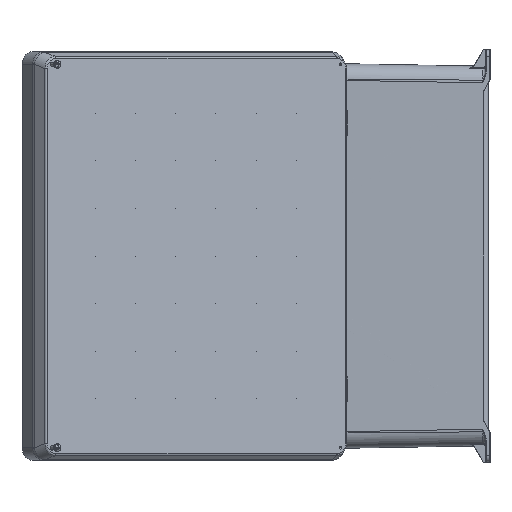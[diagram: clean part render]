
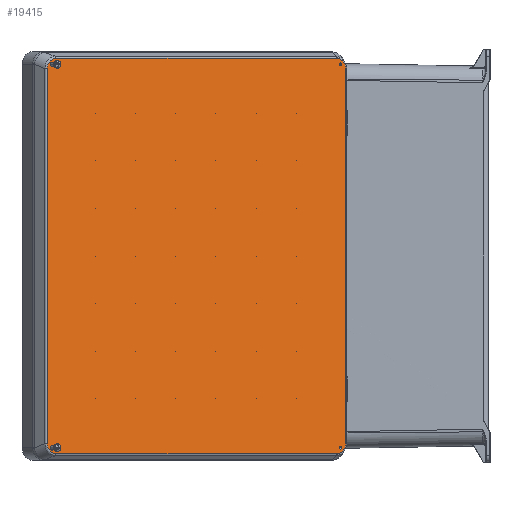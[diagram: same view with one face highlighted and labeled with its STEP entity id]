
A CAD part, left-side view. The second image highlights one B-rep face of the part: STEP entity #19415.
In plain terms, the highlighted face is planar.
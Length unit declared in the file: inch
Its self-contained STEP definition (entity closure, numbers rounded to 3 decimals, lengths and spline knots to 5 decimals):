
#372 = EDGE_CURVE ( 'NONE', #7028, #7028, #861, .T. ) ;
#861 = CIRCLE ( 'NONE', #15205, 0.1122 ) ;
#936 = VERTEX_POINT ( 'NONE', #24865 ) ;
#1144 = EDGE_CURVE ( 'NONE', #10658, #11917, #13927, .T. ) ;
#1152 = CARTESIAN_POINT ( 'NONE',  ( 0., 0., -19.0004 ) ) ;
#1275 = CARTESIAN_POINT ( 'NONE',  ( -8.15119, 0., -0.31456 ) ) ;
#1435 = EDGE_LOOP ( 'NONE', ( #7006 ) ) ;
#1501 = EDGE_CURVE ( 'NONE', #12660, #12660, #7010, .T. ) ;
#1836 = DIRECTION ( 'NONE',  ( 0., 1., 0. ) ) ;
#1905 = CARTESIAN_POINT ( 'NONE',  ( 7.86739, 0., -0.31456 ) ) ;
#2448 = LINE ( 'NONE', #17427, #23570 ) ;
#3060 = CARTESIAN_POINT ( 'NONE',  ( 7.86739, 0., -0.31456 ) ) ;
#3764 = EDGE_CURVE ( 'NONE', #15108, #10658, #4174, .T. ) ;
#4174 =( BOUNDED_CURVE ( )  B_SPLINE_CURVE ( 3, ( #34845, #25452, #32043, #1905 ),
 .UNSPECIFIED., .F., .F. ) 
 B_SPLINE_CURVE_WITH_KNOTS ( ( 4, 4 ),
 ( 2.40401, 3.87917 ),
 .UNSPECIFIED. ) 
 CURVE ( )  GEOMETRIC_REPRESENTATION_ITEM ( )  RATIONAL_B_SPLINE_CURVE ( ( 1., 0.827, 0.827, 1. ) ) 
 REPRESENTATION_ITEM ( '' )  );
#4317 = LINE ( 'NONE', #1152, #18094 ) ;
#4354 = CARTESIAN_POINT ( 'NONE',  ( 8.34292, 0., -18.52487 ) ) ;
#4538 = AXIS2_PLACEMENT_3D ( 'NONE', #26785, #10378, #29563 ) ;
#4953 = ORIENTED_EDGE ( 'NONE', *, *, #32685, .T. ) ;
#5280 = ORIENTED_EDGE ( 'NONE', *, *, #18362, .F. ) ;
#5702 = EDGE_LOOP ( 'NONE', ( #18052 ) ) ;
#5751 = ORIENTED_EDGE ( 'NONE', *, *, #12248, .F. ) ;
#6162 = ORIENTED_EDGE ( 'NONE', *, *, #14345, .F. ) ;
#6344 = VERTEX_POINT ( 'NONE', #11449 ) ;
#7006 = ORIENTED_EDGE ( 'NONE', *, *, #1501, .F. ) ;
#7010 = CIRCLE ( 'NONE', #17274, 0.1122 ) ;
#7028 = VERTEX_POINT ( 'NONE', #32289 ) ;
#7091 = ORIENTED_EDGE ( 'NONE', *, *, #3764, .T. ) ;
#7115 = CARTESIAN_POINT ( 'NONE',  ( 8.15119, 0., -19.0004 ) ) ;
#8568 = CARTESIAN_POINT ( 'NONE',  ( -8.34292, 0., -18.80867 ) ) ;
#8945 =( BOUNDED_CURVE ( )  B_SPLINE_CURVE ( 3, ( #4354, #20827, #7115, #26334 ),
 .UNSPECIFIED., .F., .F. ) 
 B_SPLINE_CURVE_WITH_KNOTS ( ( 4, 4 ),
 ( 2.40401, 3.87917 ),
 .UNSPECIFIED. ) 
 CURVE ( )  GEOMETRIC_REPRESENTATION_ITEM ( )  RATIONAL_B_SPLINE_CURVE ( ( 1., 0.827, 0.827, 1. ) ) 
 REPRESENTATION_ITEM ( '' )  );
#9516 = ORIENTED_EDGE ( 'NONE', *, *, #26299, .F. ) ;
#9651 = DIRECTION ( 'NONE',  ( 0., 0., 1. ) ) ;
#9975 = ORIENTED_EDGE ( 'NONE', *, *, #35343, .T. ) ;
#10241 = DIRECTION ( 'NONE',  ( -1., 0., 0. ) ) ;
#10378 = DIRECTION ( 'NONE',  ( 0., -1., 0. ) ) ;
#10601 = PLANE ( 'NONE',  #23346 ) ;
#10658 = VERTEX_POINT ( 'NONE', #3060 ) ;
#10794 = CARTESIAN_POINT ( 'NONE',  ( -7.86739, 0., -0.31456 ) ) ;
#11165 = LINE ( 'NONE', #23312, #32161 ) ;
#11200 = EDGE_LOOP ( 'NONE', ( #7091, #27826, #6162, #18121, #9975, #5280, #5751, #4953 ) ) ;
#11376 = CARTESIAN_POINT ( 'NONE',  ( -8.34292, 0., -0.79009 ) ) ;
#11449 = CARTESIAN_POINT ( 'NONE',  ( 8.05906, 0., -18.64764 ) ) ;
#11482 = CIRCLE ( 'NONE', #31881, 0.0689 ) ;
#11609 = FACE_BOUND ( 'NONE', #12851, .T. ) ;
#11917 = VERTEX_POINT ( 'NONE', #10794 ) ;
#12055 = DIRECTION ( 'NONE',  ( 0., 0., 1. ) ) ;
#12201 = CARTESIAN_POINT ( 'NONE',  ( -7.86739, 0., -19.0004 ) ) ;
#12248 = EDGE_CURVE ( 'NONE', #29227, #936, #8945, .T. ) ;
#12473 = FACE_BOUND ( 'NONE', #12679, .T. ) ;
#12660 = VERTEX_POINT ( 'NONE', #26897 ) ;
#12679 = EDGE_LOOP ( 'NONE', ( #9516 ) ) ;
#12851 = EDGE_LOOP ( 'NONE', ( #28542 ) ) ;
#12861 = DIRECTION ( 'NONE',  ( 0., 1., 0. ) ) ;
#13927 = LINE ( 'NONE', #18606, #28508 ) ;
#14117 = CARTESIAN_POINT ( 'NONE',  ( -8.15119, 0., -19.0004 ) ) ;
#14345 = EDGE_CURVE ( 'NONE', #17687, #11917, #17817, .T. ) ;
#15108 = VERTEX_POINT ( 'NONE', #30900 ) ;
#15205 = AXIS2_PLACEMENT_3D ( 'NONE', #29272, #12861, #32017 ) ;
#15261 = CARTESIAN_POINT ( 'NONE',  ( -8.05906, 0., -0.59843 ) ) ;
#16110 = DIRECTION ( 'NONE',  ( 0., 0., 1. ) ) ;
#16980 =( BOUNDED_CURVE ( )  B_SPLINE_CURVE ( 3, ( #27759, #8568, #14117, #33285 ),
 .UNSPECIFIED., .F., .F. ) 
 B_SPLINE_CURVE_WITH_KNOTS ( ( 4, 4 ),
 ( 2.40401, 3.87917 ),
 .UNSPECIFIED. ) 
 CURVE ( )  GEOMETRIC_REPRESENTATION_ITEM ( )  RATIONAL_B_SPLINE_CURVE ( ( 1., 0.827, 0.827, 1. ) ) 
 REPRESENTATION_ITEM ( '' )  );
#17274 = AXIS2_PLACEMENT_3D ( 'NONE', #15261, #34440, #17991 ) ;
#17427 = CARTESIAN_POINT ( 'NONE',  ( 8.34292, 0., -0.81219 ) ) ;
#17687 = VERTEX_POINT ( 'NONE', #11376 ) ;
#17761 = CARTESIAN_POINT ( 'NONE',  ( -8.34292, 0., -0.50629 ) ) ;
#17817 =( BOUNDED_CURVE ( )  B_SPLINE_CURVE ( 3, ( #28691, #17761, #1275, #20518 ),
 .UNSPECIFIED., .F., .F. ) 
 B_SPLINE_CURVE_WITH_KNOTS ( ( 4, 4 ),
 ( 2.40401, 3.87917 ),
 .UNSPECIFIED. ) 
 CURVE ( )  GEOMETRIC_REPRESENTATION_ITEM ( )  RATIONAL_B_SPLINE_CURVE ( ( 1., 0.827, 0.827, 1. ) ) 
 REPRESENTATION_ITEM ( '' )  );
#17991 = DIRECTION ( 'NONE',  ( 0., 0., -1. ) ) ;
#18052 = ORIENTED_EDGE ( 'NONE', *, *, #372, .T. ) ;
#18094 = VECTOR ( 'NONE', #31440, 39.37008 ) ;
#18121 = ORIENTED_EDGE ( 'NONE', *, *, #31153, .F. ) ;
#18315 = CARTESIAN_POINT ( 'NONE',  ( 8.05906, 0., -18.71654 ) ) ;
#18362 = EDGE_CURVE ( 'NONE', #936, #28643, #4317, .T. ) ;
#18606 = CARTESIAN_POINT ( 'NONE',  ( 0., 0., -0.31456 ) ) ;
#18865 = FACE_BOUND ( 'NONE', #5702, .T. ) ;
#19415 = ADVANCED_FACE ( 'NONE', ( #33463, #12473, #26179, #18865, #11609 ), #10601, .F. ) ;
#20518 = CARTESIAN_POINT ( 'NONE',  ( -7.86739, 0., -0.31456 ) ) ;
#20827 = CARTESIAN_POINT ( 'NONE',  ( 8.34292, 0., -18.80867 ) ) ;
#21071 = DIRECTION ( 'NONE',  ( 0., 0., 1. ) ) ;
#21413 = EDGE_CURVE ( 'NONE', #6344, #6344, #11482, .T. ) ;
#23119 = VERTEX_POINT ( 'NONE', #30859 ) ;
#23312 = CARTESIAN_POINT ( 'NONE',  ( -8.34292, 0., -0.81219 ) ) ;
#23346 = AXIS2_PLACEMENT_3D ( 'NONE', #29771, #32510, #16110 ) ;
#23570 = VECTOR ( 'NONE', #12055, 39.37008 ) ;
#24227 = CARTESIAN_POINT ( 'NONE',  ( 8.34292, 0., -18.52487 ) ) ;
#24749 = VERTEX_POINT ( 'NONE', #26720 ) ;
#24865 = CARTESIAN_POINT ( 'NONE',  ( 7.86739, 0., -19.0004 ) ) ;
#25290 = CIRCLE ( 'NONE', #4538, 0.0689 ) ;
#25452 = CARTESIAN_POINT ( 'NONE',  ( 8.34292, 0., -0.50629 ) ) ;
#26179 = FACE_OUTER_BOUND ( 'NONE', #11200, .T. ) ;
#26299 = EDGE_CURVE ( 'NONE', #23119, #23119, #25290, .T. ) ;
#26334 = CARTESIAN_POINT ( 'NONE',  ( 7.86739, 0., -19.0004 ) ) ;
#26720 = CARTESIAN_POINT ( 'NONE',  ( -8.34292, 0., -18.52487 ) ) ;
#26785 = CARTESIAN_POINT ( 'NONE',  ( 8.05906, 0., -0.59843 ) ) ;
#26897 = CARTESIAN_POINT ( 'NONE',  ( -8.05906, 0., -0.71063 ) ) ;
#27759 = CARTESIAN_POINT ( 'NONE',  ( -8.34292, 0., -18.52487 ) ) ;
#27826 = ORIENTED_EDGE ( 'NONE', *, *, #1144, .T. ) ;
#28508 = VECTOR ( 'NONE', #10241, 39.37008 ) ;
#28542 = ORIENTED_EDGE ( 'NONE', *, *, #21413, .T. ) ;
#28643 = VERTEX_POINT ( 'NONE', #12201 ) ;
#28691 = CARTESIAN_POINT ( 'NONE',  ( -8.34292, 0., -0.79009 ) ) ;
#29227 = VERTEX_POINT ( 'NONE', #24227 ) ;
#29272 = CARTESIAN_POINT ( 'NONE',  ( -8.05906, 0., -18.71654 ) ) ;
#29563 = DIRECTION ( 'NONE',  ( 0., 0., -1. ) ) ;
#29771 = CARTESIAN_POINT ( 'NONE',  ( 8.65748, 0., 0. ) ) ;
#30859 = CARTESIAN_POINT ( 'NONE',  ( 8.05906, 0., -0.66732 ) ) ;
#30900 = CARTESIAN_POINT ( 'NONE',  ( 8.34292, 0., -0.79009 ) ) ;
#31153 = EDGE_CURVE ( 'NONE', #24749, #17687, #11165, .T. ) ;
#31440 = DIRECTION ( 'NONE',  ( -1., 0., 0. ) ) ;
#31881 = AXIS2_PLACEMENT_3D ( 'NONE', #18315, #1836, #21071 ) ;
#32017 = DIRECTION ( 'NONE',  ( 0., 0., 1. ) ) ;
#32043 = CARTESIAN_POINT ( 'NONE',  ( 8.15119, 0., -0.31456 ) ) ;
#32161 = VECTOR ( 'NONE', #9651, 39.37008 ) ;
#32289 = CARTESIAN_POINT ( 'NONE',  ( -8.05906, 0., -18.60433 ) ) ;
#32510 = DIRECTION ( 'NONE',  ( 0., 1., 0. ) ) ;
#32685 = EDGE_CURVE ( 'NONE', #29227, #15108, #2448, .T. ) ;
#33285 = CARTESIAN_POINT ( 'NONE',  ( -7.86739, 0., -19.0004 ) ) ;
#33463 = FACE_BOUND ( 'NONE', #1435, .T. ) ;
#34440 = DIRECTION ( 'NONE',  ( 0., -1., 0. ) ) ;
#34845 = CARTESIAN_POINT ( 'NONE',  ( 8.34292, 0., -0.79009 ) ) ;
#35343 = EDGE_CURVE ( 'NONE', #24749, #28643, #16980, .T. ) ;
